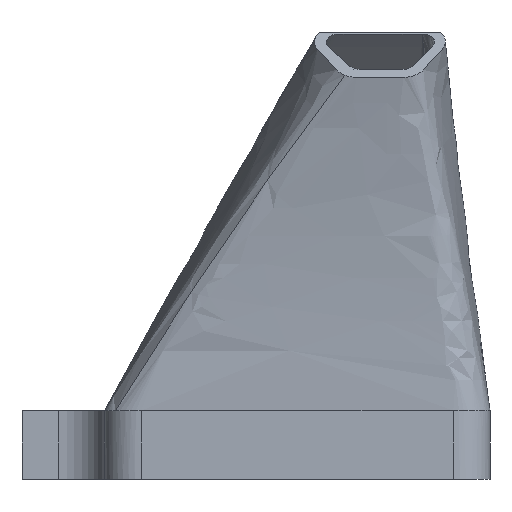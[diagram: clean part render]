
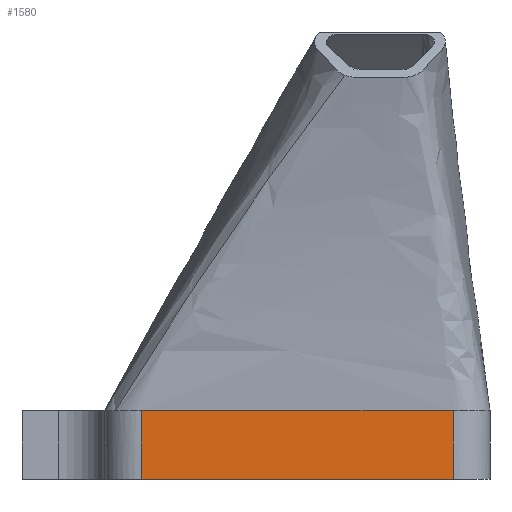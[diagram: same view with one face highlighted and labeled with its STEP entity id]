
A CAD part, front view. The second image highlights one B-rep face of the part: STEP entity #1580.
In plain terms, the highlighted planar face has unit normal (0, -1, 0).
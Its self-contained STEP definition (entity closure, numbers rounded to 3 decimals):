
#91 = AXIS2_PLACEMENT_3D ( 'NONE', #12805, #12811, #12812 ) ;
#1140 = EDGE_LOOP ( 'NONE', ( #1666, #1667, #1668, #1669 ) ) ;
#1346 = VERTEX_POINT ( 'NONE', #1892 ) ;
#1352 = VERTEX_POINT ( 'NONE', #1898 ) ;
#1360 = VERTEX_POINT ( 'NONE', #1906 ) ;
#1374 = VERTEX_POINT ( 'NONE', #1920 ) ;
#1429 = VECTOR ( 'NONE', #2115, 1000. ) ;
#1430 = VECTOR ( 'NONE', #2130, 1000. ) ;
#1431 = VECTOR ( 'NONE', #2127, 1000. ) ;
#1580 = ADVANCED_FACE ( 'NONE', ( #12808 ), #12809, .F. ) ;
#1625 = EDGE_CURVE ( 'NONE', #1360, #1346, #13025, .T. ) ;
#1666 = ORIENTED_EDGE ( 'NONE', *, *, #1625, .T. ) ;
#1667 = ORIENTED_EDGE ( 'NONE', *, *, #1985, .F. ) ;
#1668 = ORIENTED_EDGE ( 'NONE', *, *, #1986, .F. ) ;
#1669 = ORIENTED_EDGE ( 'NONE', *, *, #1983, .T. ) ;
#1892 = CARTESIAN_POINT ( 'NONE',  ( 43., -43.5, 0. ) ) ;
#1898 = CARTESIAN_POINT ( 'NONE',  ( 9., -43.5, 7.5 ) ) ;
#1906 = CARTESIAN_POINT ( 'NONE',  ( 9., -43.5, 0. ) ) ;
#1920 = CARTESIAN_POINT ( 'NONE',  ( 43., -43.5, 7.5 ) ) ;
#1983 = EDGE_CURVE ( 'NONE', #1352, #1360, #2113, .T. ) ;
#1985 = EDGE_CURVE ( 'NONE', #1374, #1346, #2125, .T. ) ;
#1986 = EDGE_CURVE ( 'NONE', #1352, #1374, #2128, .T. ) ;
#2113 = LINE ( 'NONE', #2114, #1429 ) ;
#2114 = CARTESIAN_POINT ( 'NONE',  ( 9., -43.5, 7.5 ) ) ;
#2115 = DIRECTION ( 'NONE',  ( 0., 0., -1. ) ) ;
#2125 = LINE ( 'NONE', #2126, #1431 ) ;
#2126 = CARTESIAN_POINT ( 'NONE',  ( 43., -43.5, 7.5 ) ) ;
#2127 = DIRECTION ( 'NONE',  ( 0., 0., -1. ) ) ;
#2128 = LINE ( 'NONE', #2129, #1430 ) ;
#2129 = CARTESIAN_POINT ( 'NONE',  ( 43., -43.5, 7.5 ) ) ;
#2130 = DIRECTION ( 'NONE',  ( 1., 0., 0. ) ) ;
#12805 = CARTESIAN_POINT ( 'NONE',  ( 43., -43.5, 7.5 ) ) ;
#12808 = FACE_OUTER_BOUND ( 'NONE', #1140, .T. ) ;
#12809 = PLANE ( 'NONE',  #91 ) ;
#12811 = DIRECTION ( 'NONE',  ( 0., 1., 0. ) ) ;
#12812 = DIRECTION ( 'NONE',  ( -1., 0., 0. ) ) ;
#13023 = CARTESIAN_POINT ( 'NONE',  ( 43., -43.5, 0. ) ) ;
#13025 = LINE ( 'NONE', #13023, #13108 ) ;
#13030 = DIRECTION ( 'NONE',  ( 1., 0., 0. ) ) ;
#13108 = VECTOR ( 'NONE', #13030, 1000. ) ;
